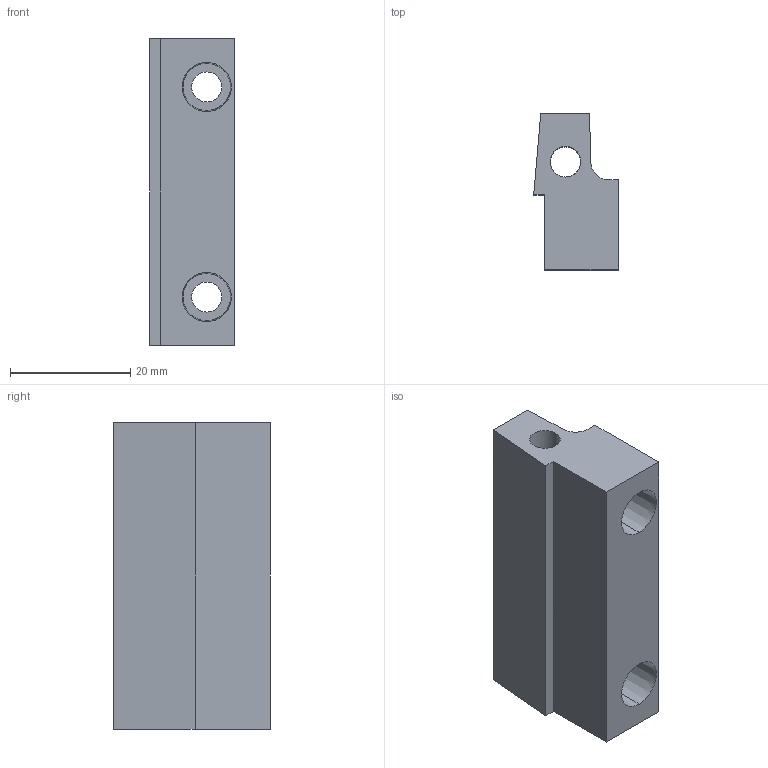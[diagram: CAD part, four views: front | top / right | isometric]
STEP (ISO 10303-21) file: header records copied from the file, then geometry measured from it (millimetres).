
FILE_DESCRIPTION (( 'STEP AP214' ), '1' );
FILE_NAME ('Cabinet hinge small.STEP', '2013-04-29T07:41:52', ( '' ), ( '' ), 'SwSTEP 2.0', 'SolidWorks 2012', '' );
FILE_SCHEMA (( 'AUTOMOTIVE_DESIGN' ));
Length unit declared in the file: millimetre
Products named in the file (1): Cabinet hinge small
Bounding box: 14.1 x 26 x 51 mm (x, y, z)
Volume: 10804.2 mm3; surface area: 5862.4 mm2
Topology: 1 solids, 1 shells, 44 faces, 135 edges, 90 vertices
Faces by surface type: plane 26, cylinder 14, cone 4
Entity records: 1749 total; most frequent: CARTESIAN_POINT 470, ORIENTED_EDGE 270, DIRECTION 253, EDGE_CURVE 135, VERTEX_POINT 90, AXIS2_PLACEMENT_3D 85, VECTOR 83, LINE 83
